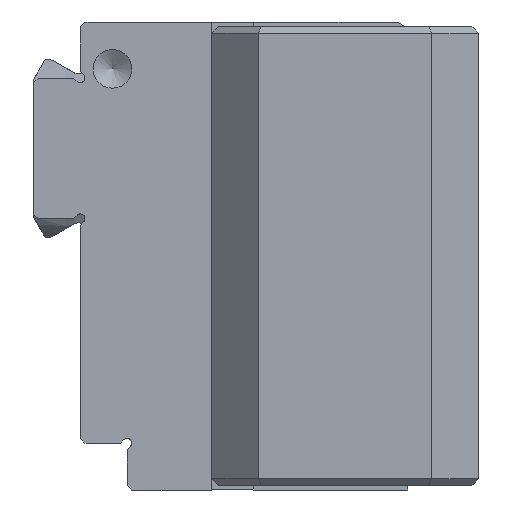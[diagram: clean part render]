
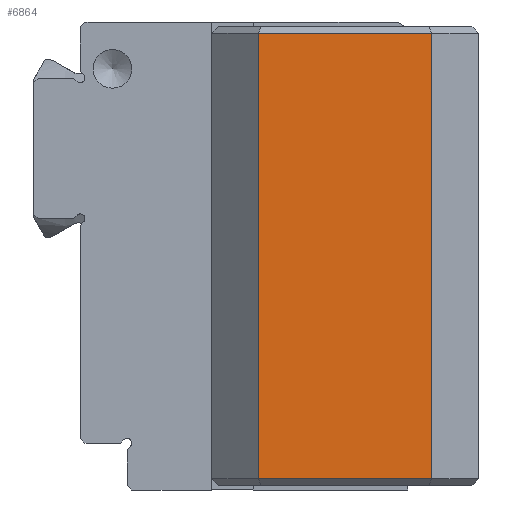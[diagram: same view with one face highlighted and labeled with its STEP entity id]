
A CAD part, left-side view. The second image highlights one B-rep face of the part: STEP entity #6864.
In plain terms, the highlighted planar face has unit normal (-1, 0, 0).
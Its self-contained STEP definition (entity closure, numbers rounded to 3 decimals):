
#6443=CARTESIAN_POINT('',(-72.662,-19.172,47.285));
#6444=VERTEX_POINT('',#6443);
#6474=CARTESIAN_POINT('',(-72.662,-0.672,47.285));
#6475=VERTEX_POINT('',#6474);
#6482=CARTESIAN_POINT('',(-72.662,-0.672,47.285));
#6483=DIRECTION('',(0.0,-1.0,0.0));
#6484=VECTOR('',#6483,18.5);
#6485=LINE('',#6482,#6484);
#6486=EDGE_CURVE('',#6475,#6444,#6485,.T.);
#6714=CARTESIAN_POINT('',(-72.662,-0.672,-0.315));
#6715=VERTEX_POINT('',#6714);
#6745=CARTESIAN_POINT('',(-72.662,-19.172,-0.315));
#6746=VERTEX_POINT('',#6745);
#6753=CARTESIAN_POINT('',(-72.662,-19.172,-0.315));
#6754=DIRECTION('',(0.0,1.0,0.0));
#6755=VECTOR('',#6754,18.5);
#6756=LINE('',#6753,#6755);
#6757=EDGE_CURVE('',#6746,#6715,#6756,.T.);
#6839=CARTESIAN_POINT('',(-72.662,-0.672,47.285));
#6840=DIRECTION('',(0.0,0.0,-1.0));
#6841=VECTOR('',#6840,47.6);
#6842=LINE('',#6839,#6841);
#6843=EDGE_CURVE('',#6475,#6715,#6842,.T.);
#6848=CARTESIAN_POINT('',(-72.662,-0.672,47.985));
#6849=DIRECTION('',(-1.0,0.0,0.0));
#6850=DIRECTION('',(0.0,0.0,-1.0));
#6851=AXIS2_PLACEMENT_3D('',#6848,#6849,#6850);
#6852=PLANE('',#6851);
#6853=ORIENTED_EDGE('',*,*,#6486,.F.);
#6854=ORIENTED_EDGE('',*,*,#6843,.T.);
#6855=ORIENTED_EDGE('',*,*,#6757,.F.);
#6856=CARTESIAN_POINT('',(-72.662,-19.172,47.285));
#6857=DIRECTION('',(0.0,0.0,-1.0));
#6858=VECTOR('',#6857,47.6);
#6859=LINE('',#6856,#6858);
#6860=EDGE_CURVE('',#6444,#6746,#6859,.T.);
#6861=ORIENTED_EDGE('',*,*,#6860,.F.);
#6862=EDGE_LOOP('',(#6853,#6854,#6855,#6861));
#6863=FACE_OUTER_BOUND('',#6862,.T.);
#6864=ADVANCED_FACE('',(#6863),#6852,.T.);
